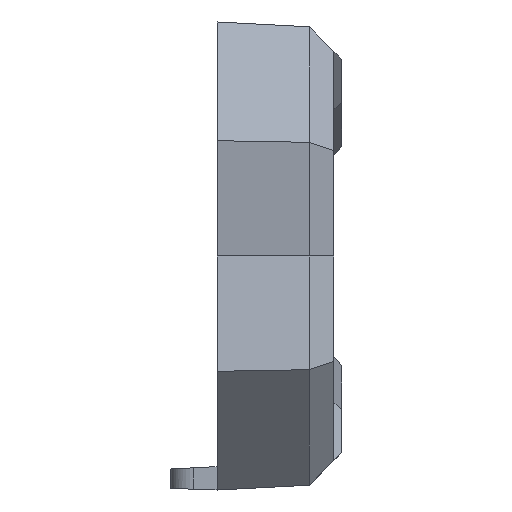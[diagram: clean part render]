
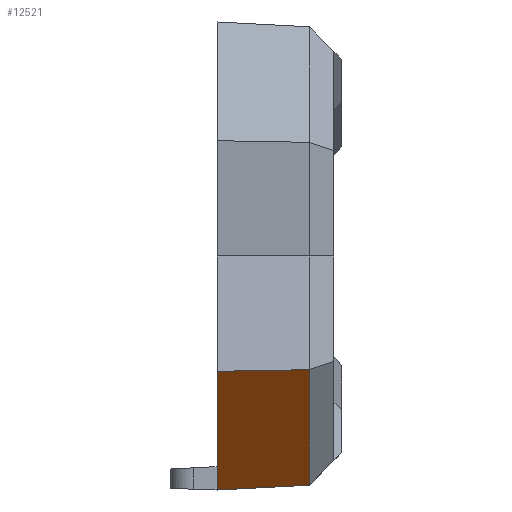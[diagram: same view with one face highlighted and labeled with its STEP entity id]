
A CAD part, left-side view. The second image highlights one B-rep face of the part: STEP entity #12521.
In plain terms, the highlighted planar face has unit normal (-0.73, -0.052, -0.681).
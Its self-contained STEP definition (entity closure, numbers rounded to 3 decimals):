
#501 = CARTESIAN_POINT ( 'NONE',  ( -0.015, 3.166, -529.92 ) ) ;
#537 = DIRECTION ( 'NONE',  ( -0.73, -0.052, -0.681 ) ) ;
#1075 = EDGE_CURVE ( 'NONE', #4659, #19462, #3853, .T. ) ;
#1211 = EDGE_LOOP ( 'NONE', ( #12443, #9101, #14853, #12794 ) ) ;
#1362 = DIRECTION ( 'NONE',  ( -0.682, 0., 0.731 ) ) ;
#1739 = EDGE_CURVE ( 'NONE', #5315, #12449, #7457, .T. ) ;
#2754 = DIRECTION ( 'NONE',  ( -0.682, 0., 0.731 ) ) ;
#3673 = DIRECTION ( 'NONE',  ( 0.055, -0.998, 0.017 ) ) ;
#3853 = LINE ( 'NONE', #8760, #14971 ) ;
#4659 = VERTEX_POINT ( 'NONE', #16445 ) ;
#4826 = FACE_OUTER_BOUND ( 'NONE', #1211, .T. ) ;
#5315 = VERTEX_POINT ( 'NONE', #501 ) ;
#5838 = EDGE_CURVE ( 'NONE', #4659, #5315, #11548, .T. ) ;
#7457 = LINE ( 'NONE', #14710, #9220 ) ;
#7731 = CARTESIAN_POINT ( 'NONE',  ( -13.846, 3.166, -515.089 ) ) ;
#8438 = VECTOR ( 'NONE', #17752, 1000. ) ;
#8760 = CARTESIAN_POINT ( 'NONE',  ( -0.517, 15., -530.29 ) ) ;
#9101 = ORIENTED_EDGE ( 'NONE', *, *, #1739, .T. ) ;
#9220 = VECTOR ( 'NONE', #1362, 1000. ) ;
#11281 = LINE ( 'NONE', #17380, #15633 ) ;
#11548 = LINE ( 'NONE', #11747, #8438 ) ;
#11747 = CARTESIAN_POINT ( 'NONE',  ( 0.057, 0., -529.754 ) ) ;
#12443 = ORIENTED_EDGE ( 'NONE', *, *, #5838, .T. ) ;
#12449 = VERTEX_POINT ( 'NONE', #7731 ) ;
#12521 = ADVANCED_FACE ( 'NONE', ( #4826 ), #17025, .T. ) ;
#12794 = ORIENTED_EDGE ( 'NONE', *, *, #1075, .F. ) ;
#13493 = EDGE_CURVE ( 'NONE', #19462, #12449, #11281, .T. ) ;
#14240 = CARTESIAN_POINT ( 'NONE',  ( 0.057, 0., -529.754 ) ) ;
#14472 = CARTESIAN_POINT ( 'NONE',  ( -14.501, 15., -515.296 ) ) ;
#14710 = CARTESIAN_POINT ( 'NONE',  ( -0.064, 3.166, -529.867 ) ) ;
#14853 = ORIENTED_EDGE ( 'NONE', *, *, #13493, .F. ) ;
#14971 = VECTOR ( 'NONE', #2754, 1000. ) ;
#15633 = VECTOR ( 'NONE', #3673, 1000. ) ;
#16445 = CARTESIAN_POINT ( 'NONE',  ( -0.284, 15., -530.54 ) ) ;
#16893 = AXIS2_PLACEMENT_3D ( 'NONE', #14240, #537, #18841 ) ;
#17025 = PLANE ( 'NONE',  #16893 ) ;
#17380 = CARTESIAN_POINT ( 'NONE',  ( -13.671, 0., -515.034 ) ) ;
#17752 = DIRECTION ( 'NONE',  ( 0.023, -0.998, 0.052 ) ) ;
#18841 = DIRECTION ( 'NONE',  ( -0.682, 0., 0.731 ) ) ;
#19462 = VERTEX_POINT ( 'NONE', #14472 ) ;
